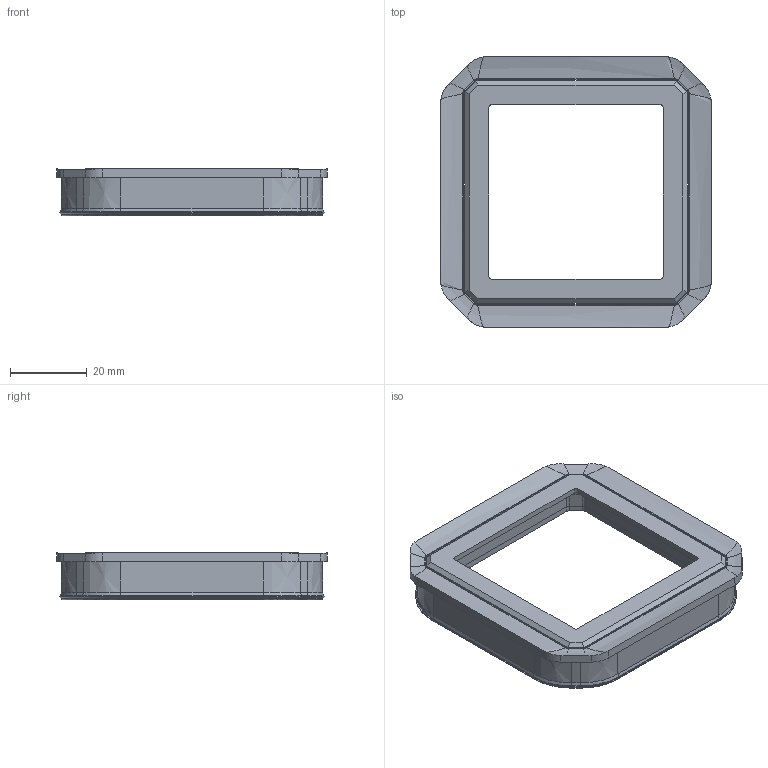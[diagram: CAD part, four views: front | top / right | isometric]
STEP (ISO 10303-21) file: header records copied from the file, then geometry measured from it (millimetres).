
FILE_DESCRIPTION(('CATIA V5 STEP Exchange','CAx-IF Rec.Pracs.--- Model Styling and Organization---1.5--- 2016-08-15','CAx-IF Rec.Pracs.---Supplemental Geometry---1.0---2011-11-01','CAx-IF Rec.Pracs.--- Composite Materials ---1.1---2010-07-15'),'2;1');
FILE_NAME('069582L Adaptateur M45.stp','2022-04-01T08:17:39+00:00',('none'),('none'),'CATIA Version 5-6 Release 2020 SP3','CATIA V5 STEP AP214 v2','none');
FILE_SCHEMA(('AUTOMOTIVE_DESIGN { 1 0 10303 214 1 1 1 1 }'));
Length unit declared in the file: millimetre
Products named in the file (1): 069582L
Bounding box: 70.5 x 70.5 x 12.45 mm (x, y, z)
Surface area: 11536.4 mm2 (no closed solid volume)
Topology: 0 solids, 2 shells, 232 faces, 587 edges, 359 vertices
Faces by surface type: plane 108, bspline 50, cylinder 44, extrusion 24, cone 6
Entity records: 8216 total; most frequent: CARTESIAN_POINT 3405, ORIENTED_EDGE 1150, DIRECTION 671, EDGE_CURVE 587, VERTEX_POINT 359, VECTOR 310, LINE 286, B_SPLINE_CURVE_WITH_KNOTS 243
